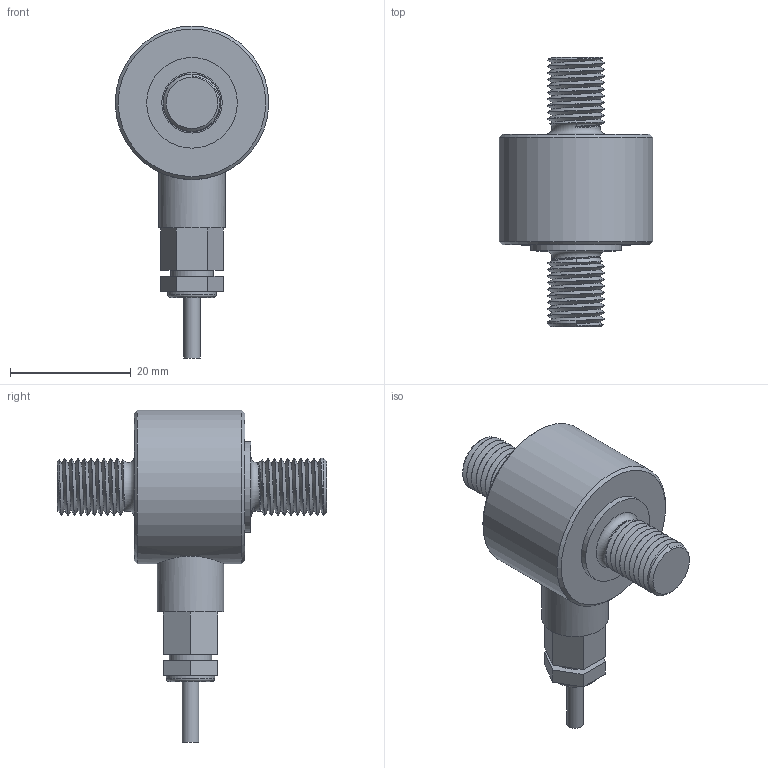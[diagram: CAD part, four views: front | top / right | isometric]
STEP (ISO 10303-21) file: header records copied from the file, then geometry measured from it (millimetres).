
FILE_DESCRIPTION(/* description */ (''),/* implementation_level */ '2;1');
FILE_NAME(/* name */ '247BSWM-(2-3)Klb v1.step',/* time_stamp */ '2020-01-21T14:38:12-08:00',/* author */ (''),/* organization */ (''),/* preprocessor_version */ 'ST-DEVELOPER v18',/* originating_system */ 'Autodesk Translation Framework v8.12.0.6',/* authorisation */ '');
FILE_SCHEMA (('AUTOMOTIVE_DESIGN { 1 0 10303 214 3 1 1 }'));
Length unit declared in the file: millimetre
Products named in the file (1): 247BSWM-(2-3)Klb
Bounding box: 25.4 x 44.5 x 54.9 mm (x, y, z)
Volume: 12488.7 mm3; surface area: 4496.5 mm2
Topology: 1 solids, 1 shells, 68 faces, 182 edges, 126 vertices
Faces by surface type: cylinder 27, plane 27, torus 5, bspline 5, cone 4
Full cylindrical faces by diameter (mm): 2.7 x1, 7 x1, 8 x1, 9.5 x16, 11 x1, 15 x1, 25.4 x1
Entity records: 5803 total; most frequent: CARTESIAN_POINT 4150, ORIENTED_EDGE 364, DIRECTION 294, EDGE_CURVE 182, VERTEX_POINT 126, AXIS2_PLACEMENT_3D 111, EDGE_LOOP 78, LINE 72
